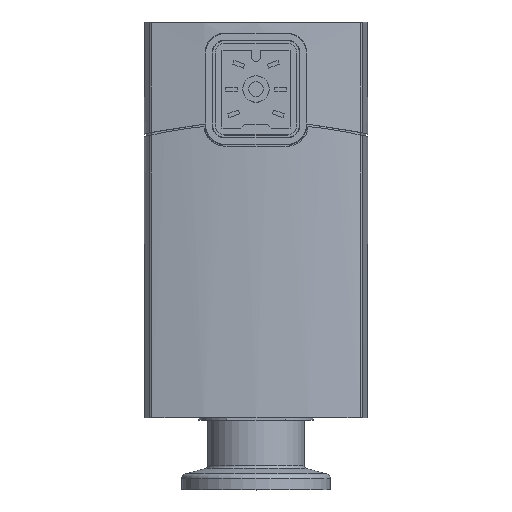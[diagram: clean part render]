
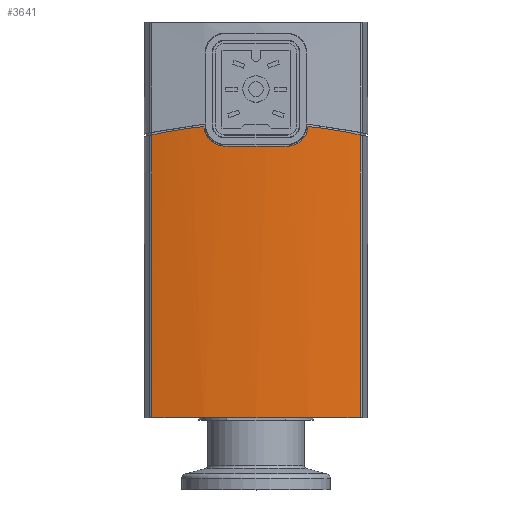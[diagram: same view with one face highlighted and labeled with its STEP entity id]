
A CAD part, top view. The second image highlights one B-rep face of the part: STEP entity #3641.
In plain terms, the highlighted cylindrical face has radius 100 mm (diameter 200 mm), a partial arc.
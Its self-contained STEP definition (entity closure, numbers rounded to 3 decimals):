
#1942=CARTESIAN_POINT('',(10.489,42.448,12.348));
#1943=VERTEX_POINT('',#1942);
#1950=CARTESIAN_POINT('',(20.985,40.773,10.673));
#1951=VERTEX_POINT('',#1950);
#1952=CARTESIAN_POINT('',(0.,-57.,-87.1));
#1953=DIRECTION('',(0.,-0.707,0.707));
#1954=DIRECTION('',(0.,-0.707,-0.707));
#1955=AXIS2_PLACEMENT_3D('',#1952,#1953,#1954);
#1956=ELLIPSE('',#1955,141.421,100.0);
#1957=EDGE_CURVE('',#1951,#1943,#1956,.T.);
#2057=CARTESIAN_POINT('',(-20.985,40.773,10.673));
#2058=VERTEX_POINT('',#2057);
#2072=CARTESIAN_POINT('',(-10.489,42.448,12.348));
#2073=VERTEX_POINT('',#2072);
#2074=CARTESIAN_POINT('',(0.,-57.,-87.1));
#2075=DIRECTION('',(0.,-0.707,0.707));
#2076=DIRECTION('',(0.,-0.707,-0.707));
#2077=AXIS2_PLACEMENT_3D('',#2074,#2075,#2076);
#2078=ELLIPSE('',#2077,141.421,100.0);
#2079=EDGE_CURVE('',#2073,#2058,#2078,.T.);
#2607=CARTESIAN_POINT('',(20.985,-16.2,10.673));
#2608=VERTEX_POINT('',#2607);
#2616=CARTESIAN_POINT('',(-20.985,-16.2,10.673));
#2617=VERTEX_POINT('',#2616);
#2618=CARTESIAN_POINT('',(0.,-16.2,-87.1));
#2619=DIRECTION('',(0.0,1.0,0.0));
#2620=DIRECTION('',(-0.214,0.0,0.977));
#2621=AXIS2_PLACEMENT_3D('',#2618,#2619,#2620);
#2622=CIRCLE('',#2621,100.);
#2623=EDGE_CURVE('',#2617,#2608,#2622,.T.);
#3275=CARTESIAN_POINT('',(-6.25,38.5,12.704));
#3276=VERTEX_POINT('',#3275);
#3277=CARTESIAN_POINT('',(-6.25,38.5,12.704));
#3278=CARTESIAN_POINT('',(-6.784,38.5,12.671));
#3279=CARTESIAN_POINT('',(-7.354,38.607,12.631));
#3280=CARTESIAN_POINT('',(-8.402,39.041,12.548));
#3281=CARTESIAN_POINT('',(-8.88,39.369,12.506));
#3282=CARTESIAN_POINT('',(-9.633,40.124,12.436));
#3283=CARTESIAN_POINT('',(-9.96,40.601,12.403));
#3284=CARTESIAN_POINT('',(-10.353,41.55,12.363));
#3285=CARTESIAN_POINT('',(-10.458,42.006,12.352));
#3286=CARTESIAN_POINT('',(-10.489,42.448,12.348));
#3287=B_SPLINE_CURVE_WITH_KNOTS('',3,(#3277,#3278,#3279,#3280,#3281,#3282,#3283,#3284,#3285,#3286),.UNSPECIFIED.,.F.,.U.,(4,2,2,2,4),(-0.641,-0.481,-0.32,-0.16,-0.03),.UNSPECIFIED.);
#3288=EDGE_CURVE('',#3276,#2073,#3287,.T.);
#3566=CARTESIAN_POINT('',(6.25,38.5,12.704));
#3567=VERTEX_POINT('',#3566);
#3574=CARTESIAN_POINT('',(10.489,42.448,12.348));
#3575=CARTESIAN_POINT('',(10.458,42.006,12.352));
#3576=CARTESIAN_POINT('',(10.353,41.55,12.363));
#3577=CARTESIAN_POINT('',(9.96,40.601,12.403));
#3578=CARTESIAN_POINT('',(9.633,40.124,12.436));
#3579=CARTESIAN_POINT('',(8.88,39.369,12.506));
#3580=CARTESIAN_POINT('',(8.402,39.041,12.548));
#3581=CARTESIAN_POINT('',(7.354,38.607,12.631));
#3582=CARTESIAN_POINT('',(6.784,38.5,12.671));
#3583=CARTESIAN_POINT('',(6.25,38.5,12.704));
#3584=B_SPLINE_CURVE_WITH_KNOTS('',3,(#3574,#3575,#3576,#3577,#3578,#3579,#3580,#3581,#3582,#3583),.UNSPECIFIED.,.F.,.U.,(4,2,2,2,4),(-1.252,-1.122,-0.962,-0.801,-0.641),.UNSPECIFIED.);
#3585=EDGE_CURVE('',#1943,#3567,#3584,.T.);
#3605=CARTESIAN_POINT('',(0.,38.5,-87.1));
#3606=DIRECTION('',(0.0,-1.0,0.0));
#3607=DIRECTION('',(-0.214,0.0,0.977));
#3608=AXIS2_PLACEMENT_3D('',#3605,#3606,#3607);
#3609=CIRCLE('',#3608,100.);
#3610=EDGE_CURVE('',#3567,#3276,#3609,.T.);
#3616=CARTESIAN_POINT('',(0.,-16.2,-87.1));
#3617=DIRECTION('',(0.0,1.0,0.0));
#3618=DIRECTION('',(-0.214,0.0,0.977));
#3619=AXIS2_PLACEMENT_3D('',#3616,#3617,#3618);
#3620=CYLINDRICAL_SURFACE('',#3619,100.);
#3621=ORIENTED_EDGE('',*,*,#3585,.T.);
#3622=ORIENTED_EDGE('',*,*,#3610,.T.);
#3623=ORIENTED_EDGE('',*,*,#3288,.T.);
#3624=ORIENTED_EDGE('',*,*,#2079,.T.);
#3625=CARTESIAN_POINT('',(-20.985,-16.2,10.673));
#3626=DIRECTION('',(0.0,1.0,0.0));
#3627=VECTOR('',#3626,56.973);
#3628=LINE('',#3625,#3627);
#3629=EDGE_CURVE('',#2617,#2058,#3628,.T.);
#3630=ORIENTED_EDGE('',*,*,#3629,.F.);
#3631=ORIENTED_EDGE('',*,*,#2623,.T.);
#3632=CARTESIAN_POINT('',(20.985,40.773,10.673));
#3633=DIRECTION('',(0.0,-1.0,0.0));
#3634=VECTOR('',#3633,56.973);
#3635=LINE('',#3632,#3634);
#3636=EDGE_CURVE('',#1951,#2608,#3635,.T.);
#3637=ORIENTED_EDGE('',*,*,#3636,.F.);
#3638=ORIENTED_EDGE('',*,*,#1957,.T.);
#3639=EDGE_LOOP('',(#3621,#3622,#3623,#3624,#3630,#3631,#3637,#3638));
#3640=FACE_OUTER_BOUND('',#3639,.T.);
#3641=ADVANCED_FACE('',(#3640),#3620,.T.);
